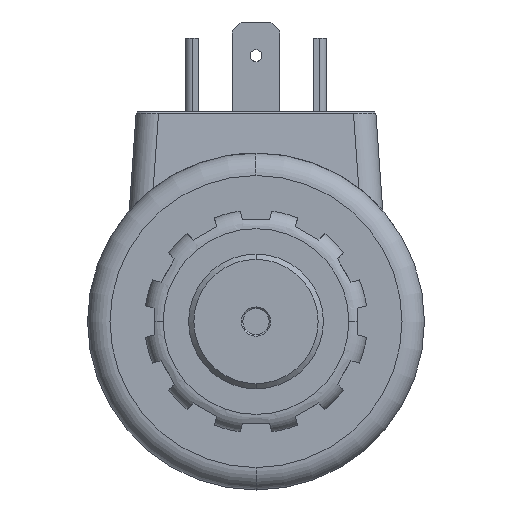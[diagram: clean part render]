
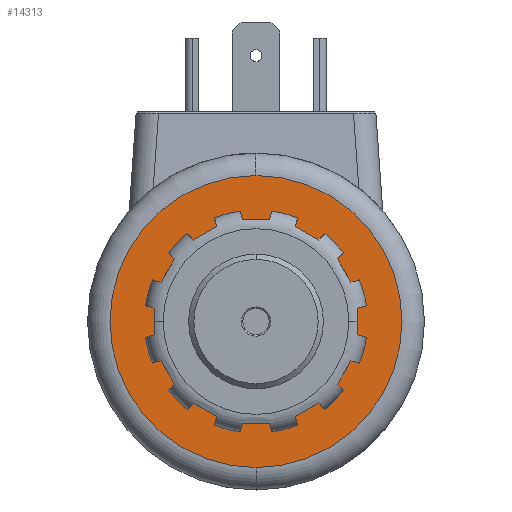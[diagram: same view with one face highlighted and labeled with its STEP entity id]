
A CAD part, left-side view. The second image highlights one B-rep face of the part: STEP entity #14313.
In plain terms, the highlighted planar face has unit normal (-1, 0, 0).
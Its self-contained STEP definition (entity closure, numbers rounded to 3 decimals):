
#1011 = CARTESIAN_POINT ( 'NONE',  ( -99.664, 17.023, 0. ) ) ;
#1309 = VERTEX_POINT ( 'NONE', #6381 ) ;
#1488 = EDGE_LOOP ( 'NONE', ( #8220, #17810 ) ) ;
#2095 = EDGE_CURVE ( 'NONE', #6955, #8869, #7589, .T. ) ;
#2538 = DIRECTION ( 'NONE',  ( 0., 0., 1. ) ) ;
#3364 = PLANE ( 'NONE',  #7624 ) ;
#4208 = ORIENTED_EDGE ( 'NONE', *, *, #15745, .T. ) ;
#4363 = CIRCLE ( 'NONE', #15851, 19.5 ) ;
#5049 = VERTEX_POINT ( 'NONE', #6957 ) ;
#5050 = CARTESIAN_POINT ( 'NONE',  ( -99.664, 17.023, 0. ) ) ;
#5526 = FACE_OUTER_BOUND ( 'NONE', #15622, .T. ) ;
#6133 = DIRECTION ( 'NONE',  ( -1., 0., 0. ) ) ;
#6329 = EDGE_CURVE ( 'NONE', #5049, #1309, #4363, .T. ) ;
#6381 = CARTESIAN_POINT ( 'NONE',  ( -99.664, 17.023, 19.5 ) ) ;
#6457 = CARTESIAN_POINT ( 'NONE',  ( -99.664, 17.023, 0. ) ) ;
#6584 = DIRECTION ( 'NONE',  ( 0., 0., 1. ) ) ;
#6933 = CARTESIAN_POINT ( 'NONE',  ( -99.664, 17.023, 0. ) ) ;
#6955 = VERTEX_POINT ( 'NONE', #16139 ) ;
#6957 = CARTESIAN_POINT ( 'NONE',  ( -99.664, 17.023, -19.5 ) ) ;
#7589 = CIRCLE ( 'NONE', #17105, 11.2 ) ;
#7624 = AXIS2_PLACEMENT_3D ( 'NONE', #5050, #15867, #6584 ) ;
#7998 = DIRECTION ( 'NONE',  ( 0., 0., 1. ) ) ;
#8220 = ORIENTED_EDGE ( 'NONE', *, *, #14292, .T. ) ;
#8500 = DIRECTION ( 'NONE',  ( 0., 0., 1. ) ) ;
#8869 = VERTEX_POINT ( 'NONE', #17520 ) ;
#9620 = FACE_BOUND ( 'NONE', #1488, .T. ) ;
#11774 = DIRECTION ( 'NONE',  ( 1., 0., 0. ) ) ;
#12074 = CIRCLE ( 'NONE', #13567, 19.5 ) ;
#13567 = AXIS2_PLACEMENT_3D ( 'NONE', #6933, #17746, #8500 ) ;
#14292 = EDGE_CURVE ( 'NONE', #8869, #6955, #15191, .T. ) ;
#14313 = ADVANCED_FACE ( 'NONE', ( #9620, #5526 ), #3364, .T. ) ;
#15059 = ORIENTED_EDGE ( 'NONE', *, *, #6329, .T. ) ;
#15191 = CIRCLE ( 'NONE', #19027, 11.2 ) ;
#15393 = CARTESIAN_POINT ( 'NONE',  ( -99.664, 17.023, 0. ) ) ;
#15622 = EDGE_LOOP ( 'NONE', ( #4208, #15059 ) ) ;
#15745 = EDGE_CURVE ( 'NONE', #1309, #5049, #12074, .T. ) ;
#15851 = AXIS2_PLACEMENT_3D ( 'NONE', #15393, #6133, #16934 ) ;
#15867 = DIRECTION ( 'NONE',  ( -1., 0., 0. ) ) ;
#16139 = CARTESIAN_POINT ( 'NONE',  ( -99.664, 17.023, -11.2 ) ) ;
#16934 = DIRECTION ( 'NONE',  ( 0., 0., 1. ) ) ;
#17105 = AXIS2_PLACEMENT_3D ( 'NONE', #1011, #11774, #2538 ) ;
#17278 = DIRECTION ( 'NONE',  ( 1., 0., 0. ) ) ;
#17520 = CARTESIAN_POINT ( 'NONE',  ( -99.664, 17.023, 11.2 ) ) ;
#17746 = DIRECTION ( 'NONE',  ( -1., 0., 0. ) ) ;
#17810 = ORIENTED_EDGE ( 'NONE', *, *, #2095, .T. ) ;
#19027 = AXIS2_PLACEMENT_3D ( 'NONE', #6457, #17278, #7998 ) ;
